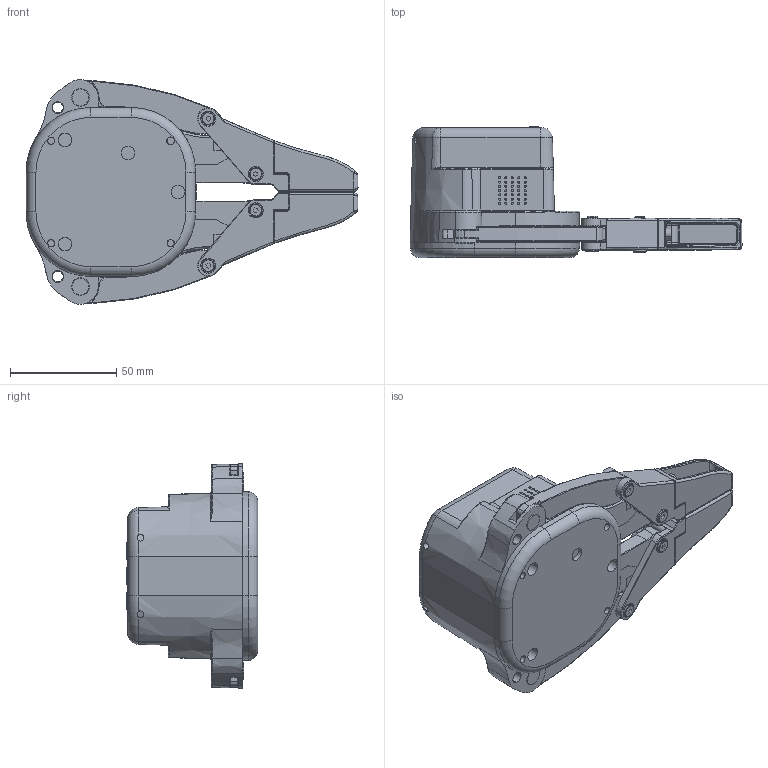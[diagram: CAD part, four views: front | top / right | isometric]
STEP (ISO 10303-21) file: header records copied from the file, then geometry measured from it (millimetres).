
FILE_DESCRIPTION (( 'STEP AP203' ), '1' );
FILE_NAME ('薯諷標蛈3D.STEP', '2024-12-23T03:57:31', ( 'Windows User' ), ( 'P R C' ), 'SwSTEP 2.0', 'SolidWorks 2022', '' );
FILE_SCHEMA (( 'CONFIG_CONTROL_DESIGN' ));
Products named in the file (1): 薯諷標蛈3D
Bounding box: 155.89 x 61.65 x 105.41 mm (x, y, z)
Volume: 293959.8 mm3; surface area: 104178.8 mm2
Topology: 31 solids, 90 shells, 3126 faces, 7939 edges, 5043 vertices
Faces by surface type: cylinder 1096, plane 1016, bspline 448, cone 279, torus 271, sphere 16
Entity records: 149400 total; most frequent: CARTESIAN_POINT 77995, ORIENTED_EDGE 15796, DIRECTION 13449, EDGE_CURVE 7898, AXIS2_PLACEMENT_3D 5109, VERTEX_POINT 5043, EDGE_LOOP 3529, VECTOR 3231
